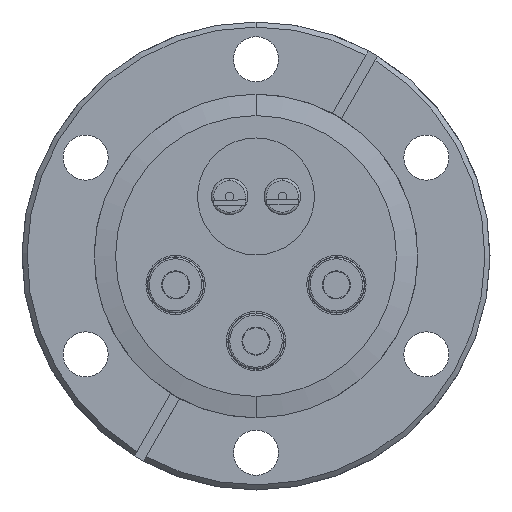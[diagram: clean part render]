
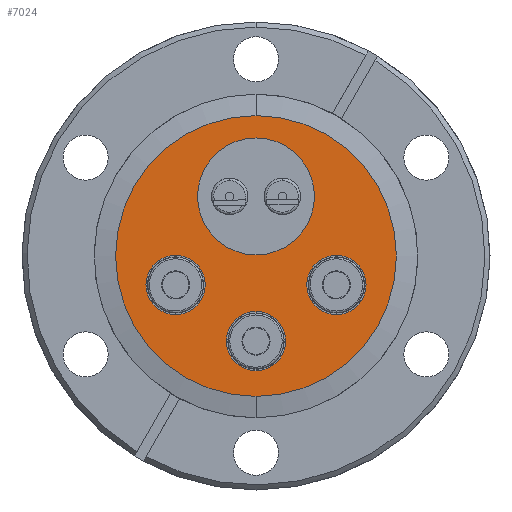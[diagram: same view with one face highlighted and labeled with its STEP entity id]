
A CAD part, front view. The second image highlights one B-rep face of the part: STEP entity #7024.
In plain terms, the highlighted planar face has unit normal (0, -1, 0).
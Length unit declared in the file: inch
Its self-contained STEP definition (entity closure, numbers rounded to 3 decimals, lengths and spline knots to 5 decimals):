
#1841 = ORIENTED_EDGE ( 'NONE', *, *, #2819, .F. ) ;
#1842 = ORIENTED_EDGE ( 'NONE', *, *, #2814, .F. ) ;
#1856 = ORIENTED_EDGE ( 'NONE', *, *, #2800, .F. ) ;
#1858 = ORIENTED_EDGE ( 'NONE', *, *, #8084, .F. ) ;
#1860 = ORIENTED_EDGE ( 'NONE', *, *, #8080, .F. ) ;
#1861 = ORIENTED_EDGE ( 'NONE', *, *, #2817, .F. ) ;
#1862 = ORIENTED_EDGE ( 'NONE', *, *, #8076, .F. ) ;
#1864 = ORIENTED_EDGE ( 'NONE', *, *, #8072, .F. ) ;
#1866 = ORIENTED_EDGE ( 'NONE', *, *, #2844, .T. ) ;
#1867 = ORIENTED_EDGE ( 'NONE', *, *, #6852, .T. ) ;
#2746 = DIRECTION ( 'NONE',  ( 0., 0., -1. ) ) ;
#2747 = DIRECTION ( 'NONE',  ( 0., -1., 0. ) ) ;
#2748 = CARTESIAN_POINT ( 'NONE',  ( 0., 0.72412, -0.35 ) ) ;
#2764 = DIRECTION ( 'NONE',  ( 0., 0., 1. ) ) ;
#2765 = DIRECTION ( 'NONE',  ( 0., -1., 0. ) ) ;
#2766 = CARTESIAN_POINT ( 'NONE',  ( 0., 0.72412, 0. ) ) ;
#2767 = DIRECTION ( 'NONE',  ( 0., 0., 1. ) ) ;
#2768 = DIRECTION ( 'NONE',  ( 0., -1., 0. ) ) ;
#2769 = CARTESIAN_POINT ( 'NONE',  ( 0.4725, 0.72412, -0.52 ) ) ;
#2770 = DIRECTION ( 'NONE',  ( 0., 0., 1. ) ) ;
#2771 = DIRECTION ( 'NONE',  ( 0., -1., 0. ) ) ;
#2772 = CARTESIAN_POINT ( 'NONE',  ( -0.4725, 0.72412, -0.52 ) ) ;
#2773 = DIRECTION ( 'NONE',  ( 0., 0., 1. ) ) ;
#2774 = DIRECTION ( 'NONE',  ( 0., -1., 0. ) ) ;
#2775 = CARTESIAN_POINT ( 'NONE',  ( 0., 0.72412, -0.85 ) ) ;
#2800 = EDGE_CURVE ( 'NONE', #9064, #9061, #11000, .T. ) ;
#2814 = EDGE_CURVE ( 'NONE', #9060, #9057, #11002, .T. ) ;
#2817 = EDGE_CURVE ( 'NONE', #9056, #9048, #10999, .T. ) ;
#2819 = EDGE_CURVE ( 'NONE', #9047, #9053, #10997, .T. ) ;
#2844 = EDGE_CURVE ( 'NONE', #9022, #9017, #10985, .T. ) ;
#3607 = FACE_OUTER_BOUND ( 'NONE', #9756, .T. ) ;
#3608 = FACE_BOUND ( 'NONE', #9754, .T. ) ;
#3613 = FACE_BOUND ( 'NONE', #9752, .T. ) ;
#3617 = FACE_BOUND ( 'NONE', #9739, .T. ) ;
#3618 = FACE_BOUND ( 'NONE', #9741, .T. ) ;
#3619 = CARTESIAN_POINT ( 'NONE',  ( 0., 0.72412, 0.3435 ) ) ;
#3620 = PLANE ( 'NONE',  #9976 ) ;
#3621 = DIRECTION ( 'NONE',  ( 0., 1., 0. ) ) ;
#3622 = DIRECTION ( 'NONE',  ( 0., 0., 1. ) ) ;
#5173 = CARTESIAN_POINT ( 'NONE',  ( 0., 0.72412, -0.35 ) ) ;
#5174 = DIRECTION ( 'NONE',  ( 0., -1., 0. ) ) ;
#5175 = DIRECTION ( 'NONE',  ( 0., 0., -1. ) ) ;
#5836 = CARTESIAN_POINT ( 'NONE',  ( 0., 0.72412, -0.85 ) ) ;
#5837 = DIRECTION ( 'NONE',  ( 0., -1., 0. ) ) ;
#5838 = DIRECTION ( 'NONE',  ( 0., 0., 1. ) ) ;
#5848 = CARTESIAN_POINT ( 'NONE',  ( -0.4725, 0.72412, -0.52 ) ) ;
#5849 = DIRECTION ( 'NONE',  ( 0., -1., 0. ) ) ;
#5850 = DIRECTION ( 'NONE',  ( 0., 0., 1. ) ) ;
#5860 = CARTESIAN_POINT ( 'NONE',  ( 0.4725, 0.72412, -0.52 ) ) ;
#5861 = DIRECTION ( 'NONE',  ( 0., -1., 0. ) ) ;
#5862 = DIRECTION ( 'NONE',  ( 0., 0., 1. ) ) ;
#5871 = CARTESIAN_POINT ( 'NONE',  ( 0., 0.72412, 0. ) ) ;
#5872 = DIRECTION ( 'NONE',  ( 0., -1., 0. ) ) ;
#5873 = DIRECTION ( 'NONE',  ( 0., 0., 1. ) ) ;
#6525 = CARTESIAN_POINT ( 'NONE',  ( 0., 0.72412, 0.475 ) ) ;
#6530 = CARTESIAN_POINT ( 'NONE',  ( 0., 0.72412, -1.175 ) ) ;
#6554 = CARTESIAN_POINT ( 'NONE',  ( 0., 0.72412, -0.3435 ) ) ;
#6555 = CARTESIAN_POINT ( 'NONE',  ( 0.4725, 0.72412, -0.346 ) ) ;
#6560 = CARTESIAN_POINT ( 'NONE',  ( 0., 0.72412, 0.3435 ) ) ;
#6563 = CARTESIAN_POINT ( 'NONE',  ( 0.4725, 0.72412, -0.694 ) ) ;
#6564 = CARTESIAN_POINT ( 'NONE',  ( -0.4725, 0.72412, -0.346 ) ) ;
#6567 = CARTESIAN_POINT ( 'NONE',  ( -0.4725, 0.72412, -0.694 ) ) ;
#6568 = CARTESIAN_POINT ( 'NONE',  ( 0., 0.72412, -0.676 ) ) ;
#6571 = CARTESIAN_POINT ( 'NONE',  ( 0., 0.72412, -1.024 ) ) ;
#6852 = EDGE_CURVE ( 'NONE', #9017, #9022, #10308, .T. ) ;
#7024 = ADVANCED_FACE ( 'NONE', ( #3608, #3618, #3617, #3613, #3607 ), #3620, .F. ) ;
#8072 = EDGE_CURVE ( 'NONE', #9061, #9064, #8421, .T. ) ;
#8076 = EDGE_CURVE ( 'NONE', #9057, #9060, #8416, .T. ) ;
#8080 = EDGE_CURVE ( 'NONE', #9048, #9056, #8410, .T. ) ;
#8084 = EDGE_CURVE ( 'NONE', #9053, #9047, #8404, .T. ) ;
#8396 = AXIS2_PLACEMENT_3D ( 'NONE', #5871, #5872, #5873 ) ;
#8402 = AXIS2_PLACEMENT_3D ( 'NONE', #5860, #5861, #5862 ) ;
#8404 = CIRCLE ( 'NONE', #8396, 0.3435 ) ;
#8408 = AXIS2_PLACEMENT_3D ( 'NONE', #5848, #5849, #5850 ) ;
#8410 = CIRCLE ( 'NONE', #8402, 0.174 ) ;
#8414 = AXIS2_PLACEMENT_3D ( 'NONE', #5836, #5837, #5838 ) ;
#8416 = CIRCLE ( 'NONE', #8408, 0.174 ) ;
#8421 = CIRCLE ( 'NONE', #8414, 0.174 ) ;
#9017 = VERTEX_POINT ( 'NONE', #6525 ) ;
#9022 = VERTEX_POINT ( 'NONE', #6530 ) ;
#9047 = VERTEX_POINT ( 'NONE', #6554 ) ;
#9048 = VERTEX_POINT ( 'NONE', #6555 ) ;
#9053 = VERTEX_POINT ( 'NONE', #6560 ) ;
#9056 = VERTEX_POINT ( 'NONE', #6563 ) ;
#9057 = VERTEX_POINT ( 'NONE', #6564 ) ;
#9060 = VERTEX_POINT ( 'NONE', #6567 ) ;
#9061 = VERTEX_POINT ( 'NONE', #6568 ) ;
#9064 = VERTEX_POINT ( 'NONE', #6571 ) ;
#9739 = EDGE_LOOP ( 'NONE', ( #1862, #1842 ) ) ;
#9741 = EDGE_LOOP ( 'NONE', ( #1860, #1861 ) ) ;
#9752 = EDGE_LOOP ( 'NONE', ( #1864, #1856 ) ) ;
#9754 = EDGE_LOOP ( 'NONE', ( #1858, #1841 ) ) ;
#9756 = EDGE_LOOP ( 'NONE', ( #1866, #1867 ) ) ;
#9976 = AXIS2_PLACEMENT_3D ( 'NONE', #3619, #3621, #3622 ) ;
#10304 = AXIS2_PLACEMENT_3D ( 'NONE', #5173, #5174, #5175 ) ;
#10308 = CIRCLE ( 'NONE', #10304, 0.825 ) ;
#10980 = AXIS2_PLACEMENT_3D ( 'NONE', #2748, #2747, #2746 ) ;
#10985 = CIRCLE ( 'NONE', #10980, 0.825 ) ;
#10992 = AXIS2_PLACEMENT_3D ( 'NONE', #2766, #2765, #2764 ) ;
#10994 = AXIS2_PLACEMENT_3D ( 'NONE', #2769, #2768, #2767 ) ;
#10996 = AXIS2_PLACEMENT_3D ( 'NONE', #2772, #2771, #2770 ) ;
#10997 = CIRCLE ( 'NONE', #10992, 0.3435 ) ;
#10998 = AXIS2_PLACEMENT_3D ( 'NONE', #2775, #2774, #2773 ) ;
#10999 = CIRCLE ( 'NONE', #10994, 0.174 ) ;
#11000 = CIRCLE ( 'NONE', #10998, 0.174 ) ;
#11002 = CIRCLE ( 'NONE', #10996, 0.174 ) ;
